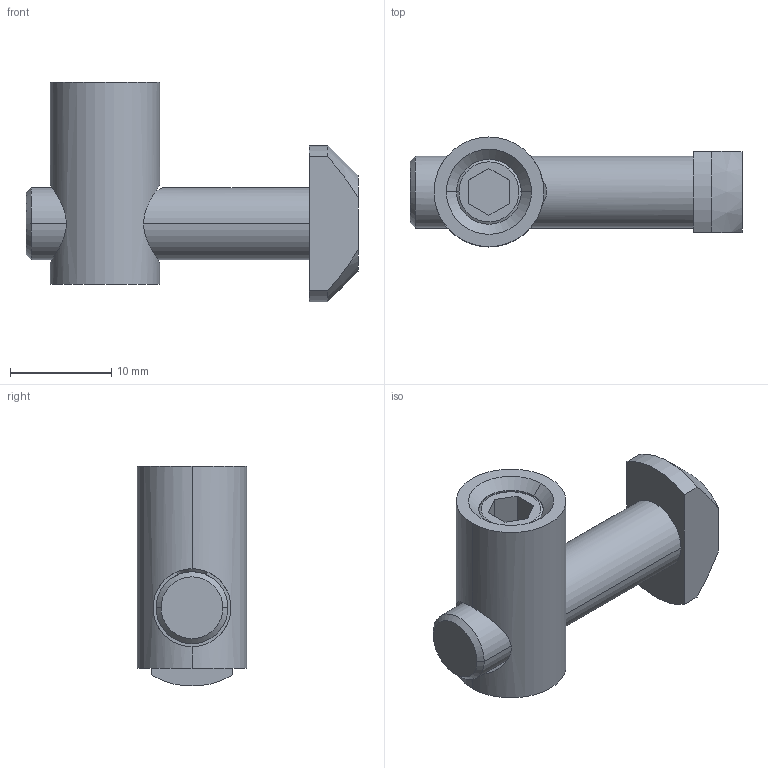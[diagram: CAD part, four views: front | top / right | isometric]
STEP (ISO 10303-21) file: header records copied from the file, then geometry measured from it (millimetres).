
FILE_DESCRIPTION(('STEP AP214'),'1');
FILE_NAME('cctmp_0067FE51-5E67-4A6C-B936-0C8E696B1480_2020_1_13_17_7_59_705..stp','2020-01-13T16:07:59',('Bosch Rexroth AG'),('CADClick - www.CADClick.com'),'Spatial InterOp 3D',' ','unknown authorization - (Healing Option Enabled)');
FILE_SCHEMA(('AUTOMOTIVE_DESIGN'));
Length unit declared in the file: millimetre
Products named in the file (1): 1
Bounding box: 32.8 x 10.85 x 21.73 mm (x, y, z)
Volume: 2789.6 mm3; surface area: 2146.8 mm2
Topology: 2 solids, 2 shells, 40 faces, 93 edges, 57 vertices
Faces by surface type: plane 16, cylinder 12, cone 12
Entity records: 1806 total; most frequent: CARTESIAN_POINT 547, DIRECTION 193, ORIENTED_EDGE 182, EDGE_CURVE 91, AXIS2_PLACEMENT_3D 72, VERTEX_POINT 57, LINE 49, VECTOR 49
